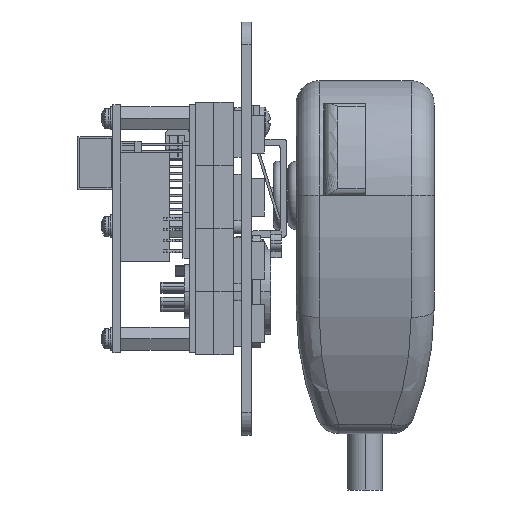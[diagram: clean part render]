
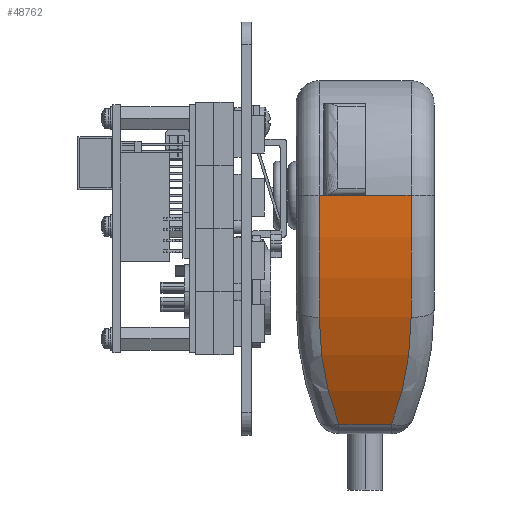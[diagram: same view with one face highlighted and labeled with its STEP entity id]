
A CAD part, left-side view. The second image highlights one B-rep face of the part: STEP entity #48762.
In plain terms, the highlighted cylindrical face has radius 108.814 mm (diameter 217.629 mm), a partial arc.
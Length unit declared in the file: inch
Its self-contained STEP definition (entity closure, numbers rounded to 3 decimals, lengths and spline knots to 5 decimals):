
#1938 = DIRECTION ( 'NONE',  ( 0., -1., 0. ) ) ;
#2219 = VECTOR ( 'NONE', #1938, 39.37008 ) ;
#3108 = ORIENTED_EDGE ( 'NONE', *, *, #32404, .T. ) ;
#3387 = CARTESIAN_POINT ( 'NONE',  ( -3.03403, 1.5, 0. ) ) ;
#3966 = CARTESIAN_POINT ( 'NONE',  ( 0.96814, 0.50479, -1.53225 ) ) ;
#4367 = CARTESIAN_POINT ( 'NONE',  ( 0.69144, 0.59289, -2.12544 ) ) ;
#6104 = ORIENTED_EDGE ( 'NONE', *, *, #57830, .T. ) ;
#7538 = LINE ( 'NONE', #32057, #26080 ) ;
#7600 = CARTESIAN_POINT ( 'NONE',  ( 1.25, 1.5, 0. ) ) ;
#9045 = CARTESIAN_POINT ( 'NONE',  ( 1.25, 1., 0. ) ) ;
#9675 = CARTESIAN_POINT ( 'NONE',  ( 0.7835, 1.44154, -1.94407 ) ) ;
#10357 = CARTESIAN_POINT ( 'NONE',  ( 1.25, 0.55, 0. ) ) ;
#11545 = CARTESIAN_POINT ( 'NONE',  ( 0.78888, 0.55644, -1.93346 ) ) ;
#13009 = CARTESIAN_POINT ( 'NONE',  ( 1.25, 1., 0. ) ) ;
#14017 = LINE ( 'NONE', #44248, #2219 ) ;
#14240 = EDGE_LOOP ( 'NONE', ( #32515, #6104, #75224, #27365, #57839, #46516, #42046, #3108 ) ) ;
#15448 = DIRECTION ( 'NONE',  ( 0., -1., 0. ) ) ;
#15690 = CARTESIAN_POINT ( 'NONE',  ( 0.45221, 1.28655, -2.4898 ) ) ;
#16686 = AXIS2_PLACEMENT_3D ( 'NONE', #18262, #67728, #37156 ) ;
#16796 = CARTESIAN_POINT ( 'NONE',  ( 0.78768, 0.55689, -1.93583 ) ) ;
#17201 = CARTESIAN_POINT ( 'NONE',  ( 0.80824, 0.54936, -1.89479 ) ) ;
#17283 = CARTESIAN_POINT ( 'NONE',  ( 1.03914, 1.5, -1.32747 ) ) ;
#18262 = CARTESIAN_POINT ( 'NONE',  ( -3.03403, 0.5, 0. ) ) ;
#19254 = B_SPLINE_CURVE_WITH_KNOTS ( 'NONE', 3,
 ( #15690, #47901, #28542, #76827, #22936, #35433, #46336, #58736, #53141, #64786, #9675, #41061, #52755, #53923, #65601, #71977, #17283 ),
 .UNSPECIFIED., .F., .F.,
 ( 4, 2, 2, 1, 1, 1, 1, 1, 2, 2, 4 ),
 ( 0., 0.25, 0.375, 0.4375, 0.46875, 0.48437, 0.49219, 0.49609, 0.49805, 0.5, 1. ),
 .UNSPECIFIED. ) ;
#19987 = DIRECTION ( 'NONE',  ( 0., -1., 0. ) ) ;
#20190 = EDGE_CURVE ( 'NONE', #59825, #24743, #19254, .T. ) ;
#22290 = DIRECTION ( 'NONE',  ( 1., 0., 0. ) ) ;
#22936 = CARTESIAN_POINT ( 'NONE',  ( 0.68641, 1.40198, -2.12463 ) ) ;
#24743 = VERTEX_POINT ( 'NONE', #70889 ) ;
#25101 = AXIS2_PLACEMENT_3D ( 'NONE', #3387, #15448, #22290 ) ;
#26080 = VECTOR ( 'NONE', #19987, 39.37008 ) ;
#27191 = VERTEX_POINT ( 'NONE', #10357 ) ;
#27365 = ORIENTED_EDGE ( 'NONE', *, *, #29516, .T. ) ;
#28460 = CARTESIAN_POINT ( 'NONE',  ( 0.78688, 0.55718, -1.93741 ) ) ;
#28542 = CARTESIAN_POINT ( 'NONE',  ( 0.57627, 1.35104, -2.30873 ) ) ;
#29176 = DIRECTION ( 'NONE',  ( 0., -1., 0. ) ) ;
#29516 = EDGE_CURVE ( 'NONE', #72582, #40381, #75034, .T. ) ;
#29688 = DIRECTION ( 'NONE',  ( 0., -1., 0. ) ) ;
#30399 = VECTOR ( 'NONE', #73735, 39.37008 ) ;
#32057 = CARTESIAN_POINT ( 'NONE',  ( 0.45221, 1., -2.4898 ) ) ;
#32404 = EDGE_CURVE ( 'NONE', #63392, #47817, #55316, .T. ) ;
#32515 = ORIENTED_EDGE ( 'NONE', *, *, #51651, .T. ) ;
#34947 = CARTESIAN_POINT ( 'NONE',  ( 0.82989, 0.54176, -1.85052 ) ) ;
#35433 = CARTESIAN_POINT ( 'NONE',  ( 0.72495, 1.41835, -2.05516 ) ) ;
#36307 = CARTESIAN_POINT ( 'NONE',  ( 0.45221, 0.71345, -2.4898 ) ) ;
#37156 = DIRECTION ( 'NONE',  ( 1., 0., 0. ) ) ;
#37187 = AXIS2_PLACEMENT_3D ( 'NONE', #47484, #29688, #54282 ) ;
#39538 = CARTESIAN_POINT ( 'NONE',  ( 1.03914, 0.5, -1.32747 ) ) ;
#40381 = VERTEX_POINT ( 'NONE', #36307 ) ;
#40584 = CARTESIAN_POINT ( 'NONE',  ( 0.90495, 0.51916, -1.68534 ) ) ;
#41061 = CARTESIAN_POINT ( 'NONE',  ( 0.78461, 1.44196, -1.94189 ) ) ;
#42046 = ORIENTED_EDGE ( 'NONE', *, *, #55084, .T. ) ;
#42449 = LINE ( 'NONE', #13009, #30399 ) ;
#44248 = CARTESIAN_POINT ( 'NONE',  ( 1.25, 1., 0. ) ) ;
#45182 = VERTEX_POINT ( 'NONE', #70517 ) ;
#46336 = CARTESIAN_POINT ( 'NONE',  ( 0.74383, 1.42615, -2.02036 ) ) ;
#46516 = ORIENTED_EDGE ( 'NONE', *, *, #20190, .T. ) ;
#47484 = CARTESIAN_POINT ( 'NONE',  ( -3.03403, 1.5, 0. ) ) ;
#47817 = VERTEX_POINT ( 'NONE', #9045 ) ;
#47823 = CARTESIAN_POINT ( 'NONE',  ( 0.8478, 0.53593, -1.81248 ) ) ;
#47901 = CARTESIAN_POINT ( 'NONE',  ( 0.51642, 1.32088, -2.39989 ) ) ;
#48762 = ADVANCED_FACE ( 'NONE', ( #58495 ), #60080, .T. ) ;
#51421 = CIRCLE ( 'NONE', #16686, 4.28403 ) ;
#51651 = EDGE_CURVE ( 'NONE', #47817, #27191, #42449, .T. ) ;
#52755 = CARTESIAN_POINT ( 'NONE',  ( 0.78535, 1.44223, -1.94043 ) ) ;
#53052 = CARTESIAN_POINT ( 'NONE',  ( 0.88278, 0.52515, -1.73628 ) ) ;
#53141 = CARTESIAN_POINT ( 'NONE',  ( 0.77569, 1.43859, -1.95934 ) ) ;
#53449 = CARTESIAN_POINT ( 'NONE',  ( 0.78645, 0.55734, -1.93826 ) ) ;
#53839 = CARTESIAN_POINT ( 'NONE',  ( 0.79167, 0.5554, -1.92794 ) ) ;
#53923 = CARTESIAN_POINT ( 'NONE',  ( 0.78568, 1.44236, -1.93977 ) ) ;
#54226 = CARTESIAN_POINT ( 'NONE',  ( 0.58047, 0.64488, -2.31019 ) ) ;
#54282 = DIRECTION ( 'NONE',  ( 1., 0., 0. ) ) ;
#55084 = EDGE_CURVE ( 'NONE', #24743, #63392, #70595, .T. ) ;
#55316 = LINE ( 'NONE', #79445, #62147 ) ;
#55898 = EDGE_CURVE ( 'NONE', #45182, #72582, #51421, .T. ) ;
#57830 = EDGE_CURVE ( 'NONE', #27191, #45182, #14017, .T. ) ;
#57839 = ORIENTED_EDGE ( 'NONE', *, *, #72261, .F. ) ;
#58495 = FACE_OUTER_BOUND ( 'NONE', #14240, .T. ) ;
#58736 = CARTESIAN_POINT ( 'NONE',  ( 0.76518, 1.43456, -1.97969 ) ) ;
#59045 = CARTESIAN_POINT ( 'NONE',  ( 1.00578, 0.5, -1.42983 ) ) ;
#59825 = VERTEX_POINT ( 'NONE', #64984 ) ;
#60080 = CYLINDRICAL_SURFACE ( 'NONE', #25101, 4.28403 ) ;
#62147 = VECTOR ( 'NONE', #29176, 39.37008 ) ;
#63392 = VERTEX_POINT ( 'NONE', #7600 ) ;
#64786 = CARTESIAN_POINT ( 'NONE',  ( 0.7809, 1.44056, -1.94916 ) ) ;
#64984 = CARTESIAN_POINT ( 'NONE',  ( 0.45221, 1.28655, -2.4898 ) ) ;
#65513 = CARTESIAN_POINT ( 'NONE',  ( 0.79722, 0.55336, -1.9169 ) ) ;
#65601 = CARTESIAN_POINT ( 'NONE',  ( 0.88866, 1.48084, -1.7369 ) ) ;
#67728 = DIRECTION ( 'NONE',  ( 0., 1., 0. ) ) ;
#70517 = CARTESIAN_POINT ( 'NONE',  ( 1.25, 0.5, 0. ) ) ;
#70595 = CIRCLE ( 'NONE', #37187, 4.28403 ) ;
#70889 = CARTESIAN_POINT ( 'NONE',  ( 1.03914, 1.5, -1.32747 ) ) ;
#71977 = CARTESIAN_POINT ( 'NONE',  ( 0.97252, 1.5, -1.5319 ) ) ;
#72261 = EDGE_CURVE ( 'NONE', #59825, #40381, #7538, .T. ) ;
#72582 = VERTEX_POINT ( 'NONE', #39538 ) ;
#73735 = DIRECTION ( 'NONE',  ( 0., -1., 0. ) ) ;
#75034 = B_SPLINE_CURVE_WITH_KNOTS ( 'NONE', 3,
 ( #78344, #59045, #3966, #40584, #53052, #47823, #34947, #17201, #65513, #53839, #11545, #16796, #28460, #53449, #4367, #54226, #78737 ),
 .UNSPECIFIED., .F., .F.,
 ( 4, 2, 2, 1, 1, 1, 1, 1, 2, 2, 4 ),
 ( 0., 0.25, 0.375, 0.4375, 0.46875, 0.48437, 0.49219, 0.49609, 0.49805, 0.5, 1. ),
 .UNSPECIFIED. ) ;
#75224 = ORIENTED_EDGE ( 'NONE', *, *, #55898, .T. ) ;
#76827 = CARTESIAN_POINT ( 'NONE',  ( 0.65967, 1.39003, -2.17081 ) ) ;
#78344 = CARTESIAN_POINT ( 'NONE',  ( 1.03914, 0.5, -1.32747 ) ) ;
#78737 = CARTESIAN_POINT ( 'NONE',  ( 0.45221, 0.71345, -2.4898 ) ) ;
#79445 = CARTESIAN_POINT ( 'NONE',  ( 1.25, 1., 0. ) ) ;
